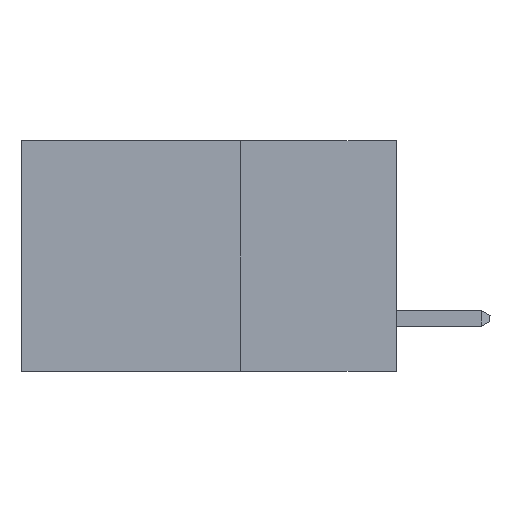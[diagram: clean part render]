
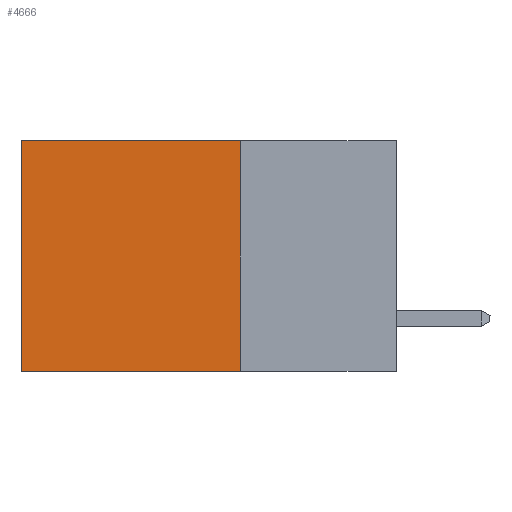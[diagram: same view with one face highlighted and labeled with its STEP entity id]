
A CAD part, left-side view. The second image highlights one B-rep face of the part: STEP entity #4666.
In plain terms, the highlighted planar face has unit normal (-1, 0, 0).
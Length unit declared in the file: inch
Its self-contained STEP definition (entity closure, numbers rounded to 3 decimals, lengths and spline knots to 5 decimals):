
#8 = DIRECTION ( 'NONE',  ( 1., 0., 0. ) ) ;
#43 = LINE ( 'NONE', #1763, #1550 ) ;
#234 = CARTESIAN_POINT ( 'NONE',  ( 0.2615, 0.6, 0. ) ) ;
#369 = VERTEX_POINT ( 'NONE', #6343 ) ;
#530 = EDGE_CURVE ( 'NONE', #369, #615, #651, .T. ) ;
#615 = VERTEX_POINT ( 'NONE', #234 ) ;
#651 = LINE ( 'NONE', #7857, #7525 ) ;
#1550 = VECTOR ( 'NONE', #8684, 39.37008 ) ;
#1668 = PLANE ( 'NONE',  #6572 ) ;
#1719 = LINE ( 'NONE', #4622, #2941 ) ;
#1763 = CARTESIAN_POINT ( 'NONE',  ( 0.2615, 0.25, -0.37 ) ) ;
#1765 = DIRECTION ( 'NONE',  ( 0., 0., -1. ) ) ;
#2126 = EDGE_LOOP ( 'NONE', ( #2494, #5670, #5878, #5161 ) ) ;
#2192 = FACE_OUTER_BOUND ( 'NONE', #2126, .T. ) ;
#2249 = EDGE_CURVE ( 'NONE', #369, #7423, #43, .T. ) ;
#2494 = ORIENTED_EDGE ( 'NONE', *, *, #8126, .T. ) ;
#2941 = VECTOR ( 'NONE', #6627, 39.37008 ) ;
#3837 = CARTESIAN_POINT ( 'NONE',  ( 0.2615, 0.6, -0.37 ) ) ;
#4045 = DIRECTION ( 'NONE',  ( 0., 1., 0. ) ) ;
#4294 = VECTOR ( 'NONE', #1765, 39.37008 ) ;
#4622 = CARTESIAN_POINT ( 'NONE',  ( 0.2615, 0.25, -0.37 ) ) ;
#4666 = ADVANCED_FACE ( 'NONE', ( #2192 ), #1668, .F. ) ;
#5066 = DIRECTION ( 'NONE',  ( 0., 0., -1. ) ) ;
#5161 = ORIENTED_EDGE ( 'NONE', *, *, #530, .T. ) ;
#5670 = ORIENTED_EDGE ( 'NONE', *, *, #7182, .F. ) ;
#5878 = ORIENTED_EDGE ( 'NONE', *, *, #2249, .F. ) ;
#6067 = LINE ( 'NONE', #3837, #4294 ) ;
#6178 = VERTEX_POINT ( 'NONE', #8765 ) ;
#6343 = CARTESIAN_POINT ( 'NONE',  ( 0.2615, 0.25, 0. ) ) ;
#6572 = AXIS2_PLACEMENT_3D ( 'NONE', #8129, #8, #5066 ) ;
#6627 = DIRECTION ( 'NONE',  ( 0., 1., 0. ) ) ;
#7182 = EDGE_CURVE ( 'NONE', #7423, #6178, #1719, .T. ) ;
#7423 = VERTEX_POINT ( 'NONE', #7548 ) ;
#7525 = VECTOR ( 'NONE', #4045, 39.37008 ) ;
#7548 = CARTESIAN_POINT ( 'NONE',  ( 0.2615, 0.25, -0.37 ) ) ;
#7857 = CARTESIAN_POINT ( 'NONE',  ( 0.2615, 0.25, 0. ) ) ;
#8126 = EDGE_CURVE ( 'NONE', #615, #6178, #6067, .T. ) ;
#8129 = CARTESIAN_POINT ( 'NONE',  ( 0.2615, 0.25, -0.37 ) ) ;
#8684 = DIRECTION ( 'NONE',  ( 0., 0., -1. ) ) ;
#8765 = CARTESIAN_POINT ( 'NONE',  ( 0.2615, 0.6, -0.37 ) ) ;
